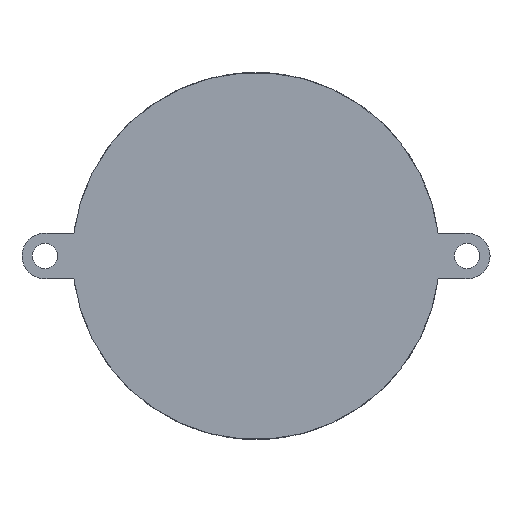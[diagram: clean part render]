
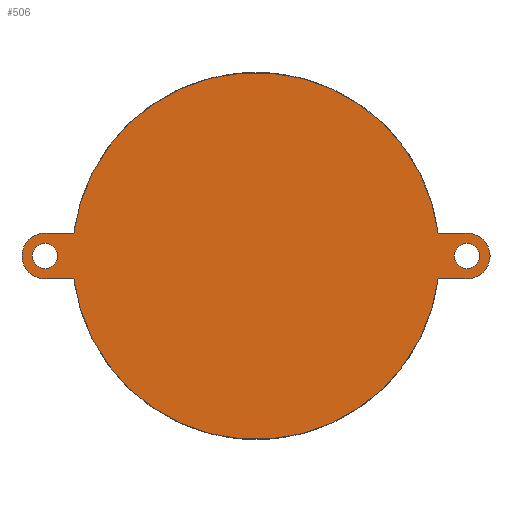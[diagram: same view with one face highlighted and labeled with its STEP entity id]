
A CAD part, front view. The second image highlights one B-rep face of the part: STEP entity #506.
In plain terms, the highlighted planar face has unit normal (0, -1, 0).
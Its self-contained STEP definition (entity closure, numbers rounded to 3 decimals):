
#17=FACE_BOUND('',#91,.T.);
#18=FACE_BOUND('',#92,.T.);
#36=PLANE('',#574);
#62=FACE_OUTER_BOUND('',#90,.T.);
#90=EDGE_LOOP('',(#463,#464,#465,#466,#467,#468,#469,#470));
#91=EDGE_LOOP('',(#471));
#92=EDGE_LOOP('',(#472));
#94=LINE('',#739,#138);
#98=LINE('',#748,#142);
#105=LINE('',#776,#149);
#108=LINE('',#782,#152);
#138=VECTOR('',#586,10.);
#142=VECTOR('',#592,10.);
#149=VECTOR('',#623,10.);
#152=VECTOR('',#628,10.);
#182=CIRCLE('',#523,1.375);
#183=CIRCLE('',#527,2.5);
#187=CIRCLE('',#533,1.375);
#188=CIRCLE('',#535,2.5);
#207=CIRCLE('',#572,20.);
#208=CIRCLE('',#573,20.);
#210=VERTEX_POINT('',#733);
#211=VERTEX_POINT('',#737);
#212=VERTEX_POINT('',#738);
#215=VERTEX_POINT('',#746);
#216=VERTEX_POINT('',#747);
#220=VERTEX_POINT('',#762);
#221=VERTEX_POINT('',#766);
#222=VERTEX_POINT('',#767);
#225=VERTEX_POINT('',#775);
#227=VERTEX_POINT('',#781);
#259=EDGE_CURVE('',#210,#210,#182,.T.);
#260=EDGE_CURVE('',#211,#212,#94,.T.);
#264=EDGE_CURVE('',#215,#216,#98,.T.);
#268=EDGE_CURVE('',#215,#212,#183,.T.);
#273=EDGE_CURVE('',#220,#220,#187,.T.);
#274=EDGE_CURVE('',#221,#222,#188,.T.);
#278=EDGE_CURVE('',#222,#225,#105,.T.);
#281=EDGE_CURVE('',#227,#221,#108,.T.);
#326=EDGE_CURVE('',#225,#216,#207,.T.);
#328=EDGE_CURVE('',#211,#227,#208,.T.);
#463=ORIENTED_EDGE('',*,*,#326,.T.);
#464=ORIENTED_EDGE('',*,*,#264,.F.);
#465=ORIENTED_EDGE('',*,*,#268,.T.);
#466=ORIENTED_EDGE('',*,*,#260,.F.);
#467=ORIENTED_EDGE('',*,*,#328,.T.);
#468=ORIENTED_EDGE('',*,*,#281,.T.);
#469=ORIENTED_EDGE('',*,*,#274,.T.);
#470=ORIENTED_EDGE('',*,*,#278,.T.);
#471=ORIENTED_EDGE('',*,*,#259,.T.);
#472=ORIENTED_EDGE('',*,*,#273,.T.);
#506=ADVANCED_FACE('',(#62,#17,#18),#36,.T.);
#523=AXIS2_PLACEMENT_3D('',#735,#582,#583);
#527=AXIS2_PLACEMENT_3D('',#755,#598,#599);
#533=AXIS2_PLACEMENT_3D('',#764,#611,#612);
#535=AXIS2_PLACEMENT_3D('',#768,#615,#616);
#572=AXIS2_PLACEMENT_3D('',#872,#722,#723);
#573=AXIS2_PLACEMENT_3D('',#874,#725,#726);
#574=AXIS2_PLACEMENT_3D('',#875,#727,#728);
#582=DIRECTION('center_axis',(0.,1.,0.));
#583=DIRECTION('ref_axis',(1.,0.,0.));
#586=DIRECTION('',(1.,0.,0.));
#592=DIRECTION('',(-1.,0.,0.));
#598=DIRECTION('center_axis',(0.,-1.,0.));
#599=DIRECTION('ref_axis',(0.,0.,-1.));
#611=DIRECTION('center_axis',(0.,1.,0.));
#612=DIRECTION('ref_axis',(1.,0.,0.));
#615=DIRECTION('center_axis',(0.,-1.,0.));
#616=DIRECTION('ref_axis',(0.,0.,1.));
#623=DIRECTION('',(1.,0.,0.));
#628=DIRECTION('',(-1.,0.,0.));
#722=DIRECTION('center_axis',(0.,-1.,0.));
#723=DIRECTION('ref_axis',(1.,0.,0.));
#725=DIRECTION('center_axis',(0.,-1.,0.));
#726=DIRECTION('ref_axis',(1.,0.,0.));
#727=DIRECTION('center_axis',(0.,-1.,0.));
#728=DIRECTION('ref_axis',(0.,0.,-1.));
#733=CARTESIAN_POINT('',(21.625,0.,0.));
#735=CARTESIAN_POINT('Origin',(23.,0.,0.));
#737=CARTESIAN_POINT('',(19.843,0.,2.5));
#738=CARTESIAN_POINT('',(23.,0.,2.5));
#739=CARTESIAN_POINT('',(19.843,0.,2.5));
#746=CARTESIAN_POINT('',(23.,0.,-2.5));
#747=CARTESIAN_POINT('',(19.843,0.,-2.5));
#748=CARTESIAN_POINT('',(23.,0.,-2.5));
#755=CARTESIAN_POINT('Origin',(23.,0.,0.));
#762=CARTESIAN_POINT('',(-24.375,0.,0.));
#764=CARTESIAN_POINT('Origin',(-23.,0.,
0.));
#766=CARTESIAN_POINT('',(-23.,0.,2.5));
#767=CARTESIAN_POINT('',(-23.,0.,-2.5));
#768=CARTESIAN_POINT('Origin',(-23.,0.,
0.));
#775=CARTESIAN_POINT('',(-19.843,0.,-2.5));
#776=CARTESIAN_POINT('',(-23.,0.,-2.5));
#781=CARTESIAN_POINT('',(-19.843,0.,2.5));
#782=CARTESIAN_POINT('',(-19.843,0.,2.5));
#872=CARTESIAN_POINT('Origin',(0.,0.,
0.));
#874=CARTESIAN_POINT('Origin',(0.,0.,
0.));
#875=CARTESIAN_POINT('Origin',(0.,0.,0.));
